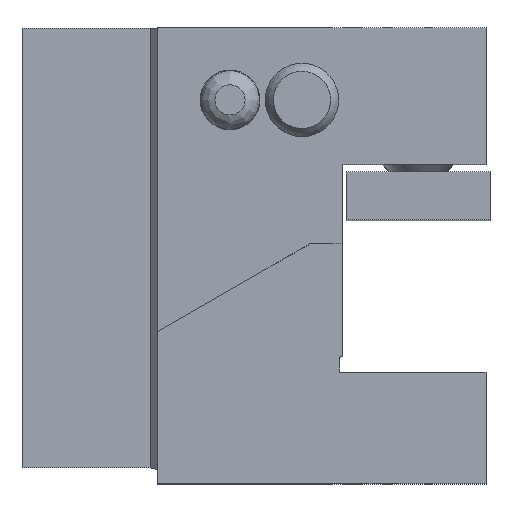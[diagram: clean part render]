
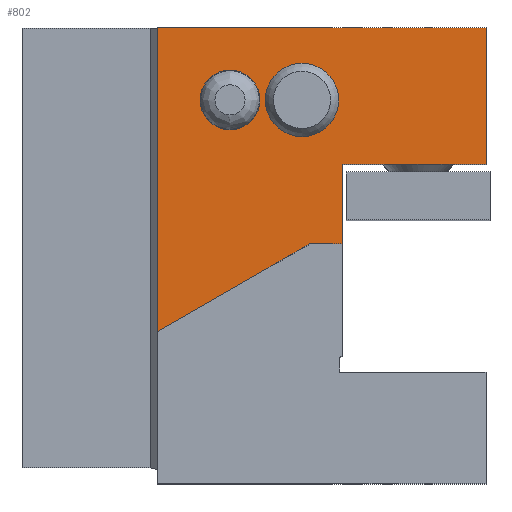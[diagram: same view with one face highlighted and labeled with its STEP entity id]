
A CAD part, top view. The second image highlights one B-rep face of the part: STEP entity #802.
In plain terms, the highlighted planar face has unit normal (0, 0, 1).
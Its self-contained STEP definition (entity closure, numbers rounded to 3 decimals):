
#253=PLANE('',#2420);
#349=LINE('',#3291,#575);
#350=LINE('',#3294,#576);
#351=LINE('',#3296,#577);
#352=LINE('',#3298,#578);
#353=LINE('',#3300,#579);
#354=LINE('',#3302,#580);
#355=LINE('',#3304,#581);
#575=VECTOR('',#2637,1.);
#576=VECTOR('',#2638,1.);
#577=VECTOR('',#2639,1.);
#578=VECTOR('',#2640,1.);
#579=VECTOR('',#2641,1.);
#580=VECTOR('',#2642,1.);
#581=VECTOR('',#2643,1.);
#802=ADVANCED_FACE('',(#935,#936,#937),#253,.F.);
#935=FACE_BOUND('',#974,.T.);
#936=FACE_BOUND('',#975,.T.);
#937=FACE_BOUND('',#976,.T.);
#974=EDGE_LOOP('',(#1125,#1126,#1127,#1128,#1129,#1130,#1131));
#975=EDGE_LOOP('',(#1132));
#976=EDGE_LOOP('',(#1133));
#1125=ORIENTED_EDGE('',*,*,#2035,.F.);
#1126=ORIENTED_EDGE('',*,*,#2036,.T.);
#1127=ORIENTED_EDGE('',*,*,#2037,.T.);
#1128=ORIENTED_EDGE('',*,*,#2038,.T.);
#1129=ORIENTED_EDGE('',*,*,#2039,.F.);
#1130=ORIENTED_EDGE('',*,*,#2040,.F.);
#1131=ORIENTED_EDGE('',*,*,#2041,.F.);
#1132=ORIENTED_EDGE('',*,*,#2042,.T.);
#1133=ORIENTED_EDGE('',*,*,#2043,.F.);
#1803=VERTEX_POINT('',#3292);
#1804=VERTEX_POINT('',#3293);
#1805=VERTEX_POINT('',#3295);
#1806=VERTEX_POINT('',#3297);
#1807=VERTEX_POINT('',#3299);
#1808=VERTEX_POINT('',#3301);
#1809=VERTEX_POINT('',#3303);
#1810=VERTEX_POINT('',#3306);
#1811=VERTEX_POINT('',#3308);
#2035=EDGE_CURVE('',#1803,#1804,#349,.T.);
#2036=EDGE_CURVE('',#1803,#1805,#350,.T.);
#2037=EDGE_CURVE('',#1805,#1806,#351,.T.);
#2038=EDGE_CURVE('',#1806,#1807,#352,.T.);
#2039=EDGE_CURVE('',#1808,#1807,#353,.T.);
#2040=EDGE_CURVE('',#1809,#1808,#354,.T.);
#2041=EDGE_CURVE('',#1804,#1809,#355,.T.);
#2042=EDGE_CURVE('',#1810,#1810,#2374,.T.);
#2043=EDGE_CURVE('',#1811,#1811,#2375,.T.);
#2374=CIRCLE('',#2418,3.629);
#2375=CIRCLE('',#2419,4.583);
#2418=AXIS2_PLACEMENT_3D('',#3305,#2644,#2645);
#2419=AXIS2_PLACEMENT_3D('',#3307,#2646,#2647);
#2420=AXIS2_PLACEMENT_3D('',#3309,#2648,#2649);
#2637=DIRECTION('',(1.,0.,0.));
#2638=DIRECTION('',(0.,-1.,0.));
#2639=DIRECTION('',(0.866,0.5,0.));
#2640=DIRECTION('',(1.,0.,0.));
#2641=DIRECTION('',(0.,-1.,0.));
#2642=DIRECTION('',(-1.,0.,0.));
#2643=DIRECTION('',(0.,-1.,0.));
#2644=DIRECTION('',(0.,0.,-1.));
#2645=DIRECTION('',(0.,-1.,0.));
#2646=DIRECTION('',(0.,0.,1.));
#2647=DIRECTION('',(1.,0.,0.));
#2648=DIRECTION('',(0.,0.,-1.));
#2649=DIRECTION('',(0.,1.,0.));
#3291=CARTESIAN_POINT('',(-26.,24.,50.9));
#3292=CARTESIAN_POINT('',(-9.,24.,50.9));
#3293=CARTESIAN_POINT('',(32.,24.,50.9));
#3294=CARTESIAN_POINT('',(-9.,24.,50.9));
#3295=CARTESIAN_POINT('',(-9.,-13.97,50.9));
#3296=CARTESIAN_POINT('',(-5.309,-11.838,50.9));
#3297=CARTESIAN_POINT('',(10.,-3.,50.9));
#3298=CARTESIAN_POINT('',(-26.,-3.,50.9));
#3299=CARTESIAN_POINT('',(14.,-3.,50.9));
#3300=CARTESIAN_POINT('',(14.,6.96,50.9));
#3301=CARTESIAN_POINT('',(14.,6.96,50.9));
#3302=CARTESIAN_POINT('',(32.,6.96,50.9));
#3303=CARTESIAN_POINT('',(32.,6.96,50.9));
#3304=CARTESIAN_POINT('',(32.,24.,50.9));
#3305=CARTESIAN_POINT('',(0.,15.,50.9));
#3306=CARTESIAN_POINT('',(0.,11.371,50.9));
#3307=CARTESIAN_POINT('',(9.,15.,50.9));
#3308=CARTESIAN_POINT('',(13.583,15.,50.9));
#3309=CARTESIAN_POINT('',(-26.,24.,50.9));
